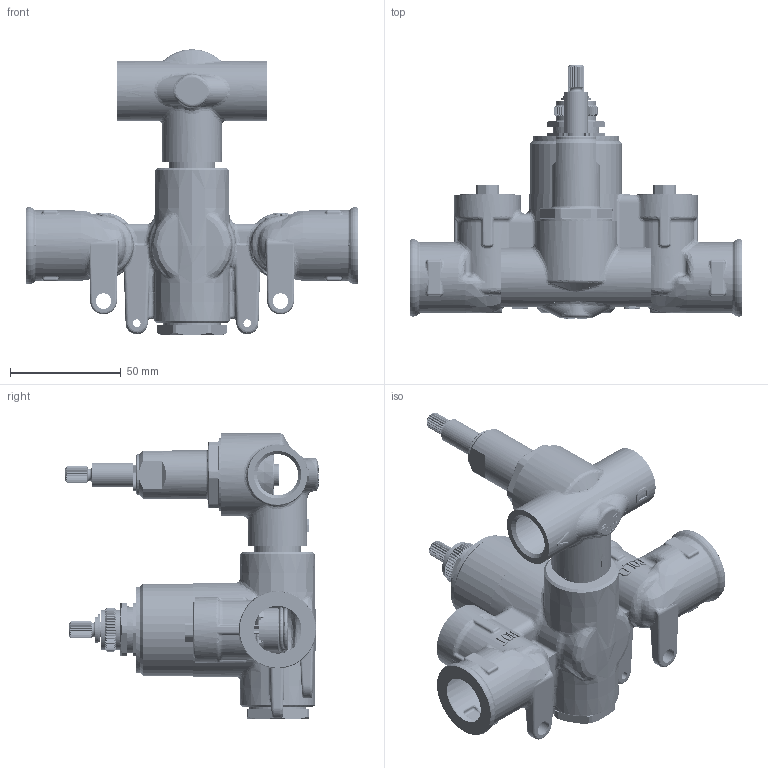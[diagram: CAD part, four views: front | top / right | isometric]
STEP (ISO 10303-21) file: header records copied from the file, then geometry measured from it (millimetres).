
FILE_DESCRIPTION(('CATIA V5 STEP Exchange','CAx-IF Rec.Pracs.--- Model Styling and Organization---1.5--- 2016-08-15','CAx-IF Rec.Pracs.---Supplemental Geometry---1.0---2011-11-01','CAx-IF Rec.Pracs.--- Composite Materials ---3.4---2017-06-13','CAx-IF Rec.Pracs.---Tessellated 3D Geometry---1.0---2015-12-17'),'2;1');
FILE_NAME('ZB01810004 - rendering.stp','2024-01-31T09:02:36+00:00',('none'),('none'),'CATIA Version 5-6 Release 2020 SP2','CATIA V5 STEP AP242 v2','none');
FILE_SCHEMA(('AP242_MANAGED_MODEL_BASED_3D_ENGINEERING_MIM_LF {1 0 10303 442 1 1 4}'));
Length unit declared in the file: millimetre
Products named in the file (1): ZA01810 0_AllCATPart
Bounding box: 150 x 114.35 x 128.95 mm (x, y, z)
Volume: 142080.2 mm3; surface area: 127729.5 mm2
Topology: 39 solids, 1413 shells, 8445 faces, 27134 edges, 20281 vertices
Faces by surface type: bspline 4739, plane 1729, cylinder 1090, torus 519, cone 286, sphere 78, extrusion 4
Entity records: 485933 total; most frequent: CARTESIAN_POINT 297457, ORIENTED_EDGE 47317, EDGE_CURVE 27114, VERTEX_POINT 20278, B_SPLINE_CURVE_WITH_KNOTS 17246, DIRECTION 15212, EDGE_LOOP 10217, ADVANCED_FACE 8445
